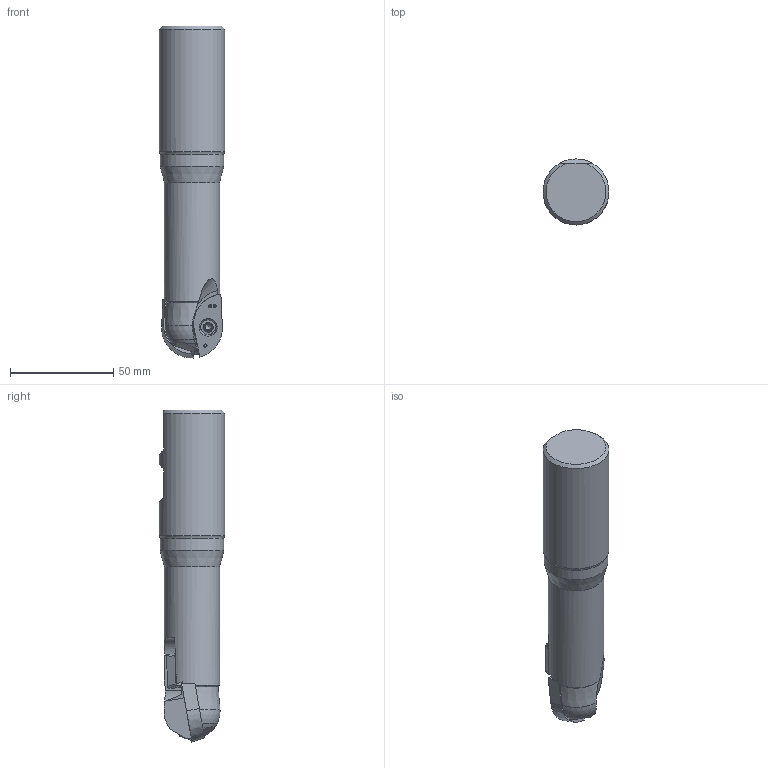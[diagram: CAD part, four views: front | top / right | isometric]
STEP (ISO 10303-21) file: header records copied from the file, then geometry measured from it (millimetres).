
FILE_DESCRIPTION(/* description */ (''),/* implementation_level */ '2;1');
FILE_NAME(/* name */ '1580292446669.stp',/* time_stamp */ '2020-01-29T15:37:42+05:00',/* author */ (''),/* organization */ ('SMS'),/* preprocessor_version */ 'ST-DEVELOPER v16.7',/* originating_system */ 'SIEMENS PLM Software NX 12.0',/* authorisation */ '');
FILE_SCHEMA (('AUTOMOTIVE_DESIGN { 1 0 10303 214 3 1 1 1 }'));
Length unit declared in the file: millimetre
Products named in the file (5): ASSEMBLY_CONSTRUCTION; 202371873mod000_00; 202032518mod000_00; 202388545mod000_00; 202388599mod000_00
Assembly tree (5 placements, depth 2):
  202388599mod000_00
    202388545mod000_00
    202032518mod000_00  x2
    202371873mod000_00
    ASSEMBLY_CONSTRUCTION
Bounding box: 31.99 x 31.99 x 160.98 mm (x, y, z)
Volume: 98010.4 mm3; surface area: 18726.5 mm2
Topology: 4 solids, 4 shells, 242 faces, 619 edges, 410 vertices
Faces by surface type: plane 105, cone 50, extrusion 36, cylinder 26, torus 14, sphere 8, bspline 3
Full cylindrical faces by diameter (mm): 3.5 x1, 4.4 x1, 4.5 x2, 5 x2, 5.25 x1, 5.9 x2, 7.15 x2, 26.8 x1, 31 x1, 31.992 x1
Entity records: 8918 total; most frequent: CARTESIAN_POINT 3310, DIRECTION 1138, ORIENTED_EDGE 1066, EDGE_CURVE 533, AXIS2_PLACEMENT_3D 458, VERTEX_POINT 360, EDGE_LOOP 276, ADVANCED_FACE 227
